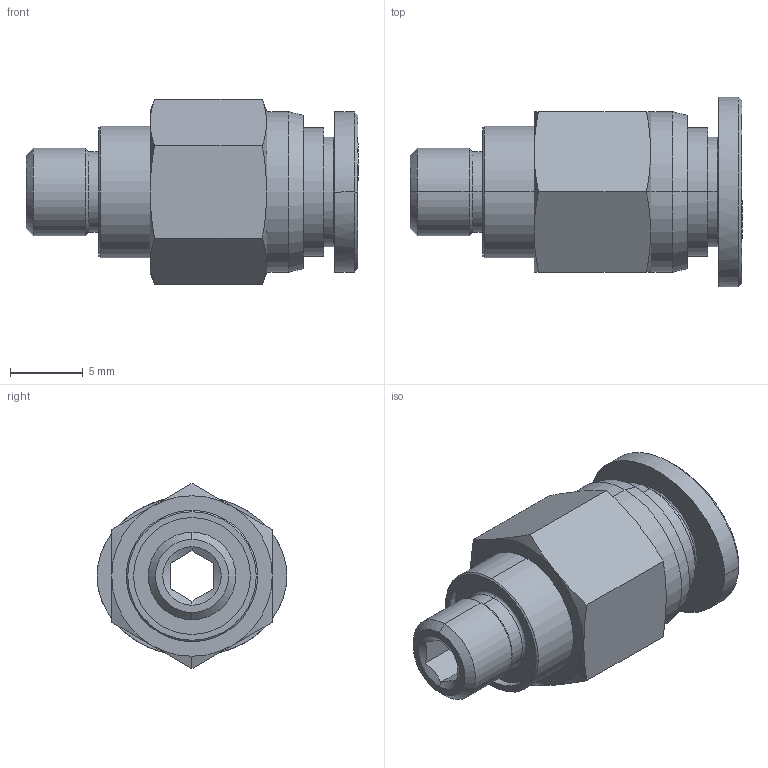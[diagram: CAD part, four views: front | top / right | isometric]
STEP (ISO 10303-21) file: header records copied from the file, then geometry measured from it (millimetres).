
FILE_DESCRIPTION (( 'STEP AP214' ), '1' );
FILE_NAME ('PC06-M6.STEP', '2018-09-10T09:07:18', ( '' ), ( '' ), 'SwSTEP 2.0', 'SolidWorks 2018', '' );
FILE_SCHEMA (( 'AUTOMOTIVE_DESIGN' ));
Length unit declared in the file: millimetre
Products named in the file (1): PC06-M6
Bounding box: 22.75 x 13 x 12.7 mm (x, y, z)
Surface area: 1368.4 mm2 (no closed solid volume)
Topology: 0 solids, 2 shells, 262 faces, 720 edges, 469 vertices
Faces by surface type: plane 177, bspline 32, cone 26, cylinder 25, torus 2
Entity records: 12279 total; most frequent: CARTESIAN_POINT 3062, ORIENTED_EDGE 1404, DIRECTION 1149, EDGE_CURVE 720, VECTOR 537, LINE 537, VERTEX_POINT 469, AXIS2_PLACEMENT_3D 306
